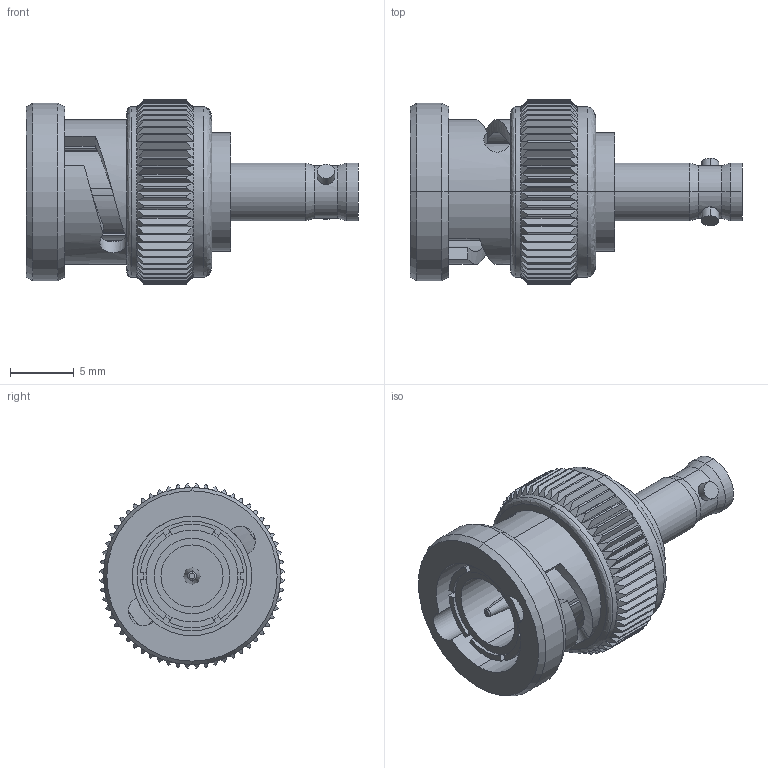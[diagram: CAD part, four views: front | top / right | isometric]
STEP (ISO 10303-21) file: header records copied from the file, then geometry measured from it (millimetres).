
FILE_DESCRIPTION (( 'STEP AP214' ), '1' );
FILE_NAME ('V7C00019.STEP', '2018-10-26T17:37:42', ( '' ), ( '' ), 'SwSTEP 2.0', 'SolidWorks 2017', '' );
FILE_SCHEMA (( 'AUTOMOTIVE_DESIGN' ));
Length unit declared in the file: inch
Products named in the file (1): V7C00019
Bounding box: 26.09 x 14.46 x 14.46 mm (x, y, z)
Volume: 1629.7 mm3; surface area: 2118 mm2
Topology: 1 solids, 2 shells, 435 faces, 989 edges, 567 vertices
Faces by surface type: plane 165, cone 137, cylinder 119, bspline 12, torus 2
Entity records: 13424 total; most frequent: CARTESIAN_POINT 4036, ORIENTED_EDGE 1978, DIRECTION 1936, EDGE_CURVE 989, AXIS2_PLACEMENT_3D 809, VERTEX_POINT 567, EDGE_LOOP 448, FACE_OUTER_BOUND 435
